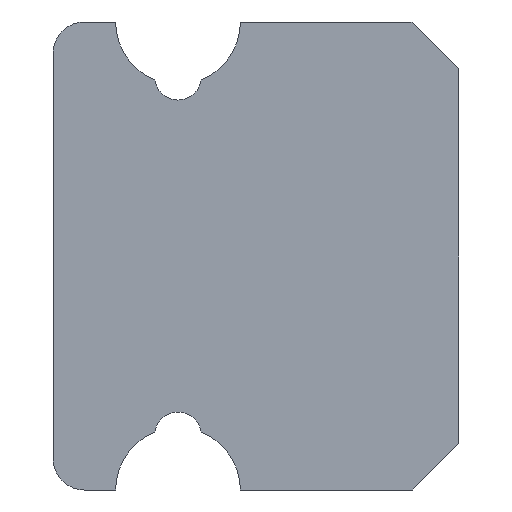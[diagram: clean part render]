
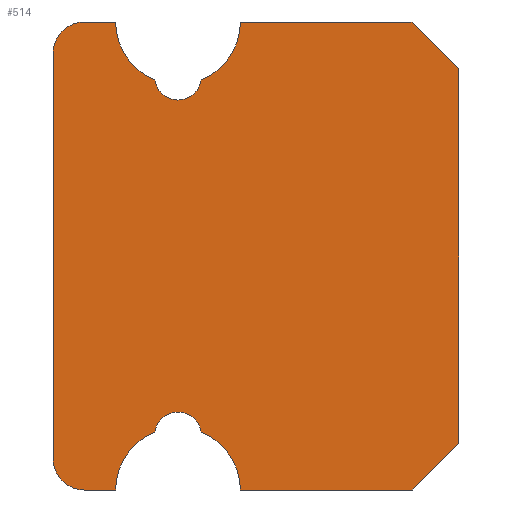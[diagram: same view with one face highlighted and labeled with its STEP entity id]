
A CAD part, left-side view. The second image highlights one B-rep face of the part: STEP entity #514.
In plain terms, the highlighted planar face has unit normal (-1, 0, 0).
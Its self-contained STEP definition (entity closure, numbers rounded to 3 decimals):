
#69 = CARTESIAN_POINT ( 'NONE',  ( -30., 1.652, 1.129 ) ) ;
#117 = VERTEX_POINT ( 'NONE', #508 ) ;
#120 = EDGE_CURVE ( 'NONE', #165, #117, #507, .T. ) ;
#144 = VERTEX_POINT ( 'NONE', #725 ) ;
#146 = EDGE_CURVE ( 'NONE', #144, #236, #708, .T. ) ;
#165 = VERTEX_POINT ( 'NONE', #701 ) ;
#188 = EDGE_CURVE ( 'NONE', #198, #202, #590, .T. ) ;
#193 = VERTEX_POINT ( 'NONE', #617 ) ;
#198 = VERTEX_POINT ( 'NONE', #745 ) ;
#202 = VERTEX_POINT ( 'NONE', #744 ) ;
#206 = EDGE_CURVE ( 'NONE', #290, #266, #742, .T. ) ;
#236 = VERTEX_POINT ( 'NONE', #833 ) ;
#253 = EDGE_CURVE ( 'NONE', #193, #308, #851, .T. ) ;
#266 = VERTEX_POINT ( 'NONE', #786 ) ;
#272 = EDGE_CURVE ( 'NONE', #273, #202, #939, .T. ) ;
#273 = VERTEX_POINT ( 'NONE', #935 ) ;
#290 = VERTEX_POINT ( 'NONE', #963 ) ;
#291 = EDGE_CURVE ( 'NONE', #292, #293, #962, .T. ) ;
#292 = VERTEX_POINT ( 'NONE', #957 ) ;
#293 = VERTEX_POINT ( 'NONE', #956 ) ;
#299 = EDGE_CURVE ( 'NONE', #198, #300, #945, .T. ) ;
#300 = VERTEX_POINT ( 'NONE', #940 ) ;
#308 = VERTEX_POINT ( 'NONE', #919 ) ;
#335 = EDGE_CURVE ( 'NONE', #117, #193, #809, .T. ) ;
#337 = EDGE_LOOP ( 'NONE', ( #480, #356, #559, #475, #398, #422, #555, #489, #558, #500, #553, #463, #359, #464, #465, #338, #339 ) ) ;
#338 = ORIENTED_EDGE ( 'NONE', *, *, #206, .F. ) ;
#339 = ORIENTED_EDGE ( 'NONE', *, *, #503, .T. ) ;
#355 = EDGE_CURVE ( 'NONE', #358, #236, #1112, .T. ) ;
#356 = ORIENTED_EDGE ( 'NONE', *, *, #188, .T. ) ;
#358 = VERTEX_POINT ( 'NONE', #1131 ) ;
#359 = ORIENTED_EDGE ( 'NONE', *, *, #395, .T. ) ;
#380 = EDGE_CURVE ( 'NONE', #273, #396, #1109, .T. ) ;
#395 = EDGE_CURVE ( 'NONE', #554, #292, #1160, .T. ) ;
#396 = VERTEX_POINT ( 'NONE', #1156 ) ;
#398 = ORIENTED_EDGE ( 'NONE', *, *, #421, .T. ) ;
#421 = EDGE_CURVE ( 'NONE', #396, #358, #1037, .T. ) ;
#422 = ORIENTED_EDGE ( 'NONE', *, *, #355, .T. ) ;
#436 = EDGE_CURVE ( 'NONE', #308, #144, #1016, .T. ) ;
#463 = ORIENTED_EDGE ( 'NONE', *, *, #496, .T. ) ;
#464 = ORIENTED_EDGE ( 'NONE', *, *, #291, .T. ) ;
#465 = ORIENTED_EDGE ( 'NONE', *, *, #478, .T. ) ;
#475 = ORIENTED_EDGE ( 'NONE', *, *, #380, .T. ) ;
#478 = EDGE_CURVE ( 'NONE', #293, #266, #1098, .T. ) ;
#480 = ORIENTED_EDGE ( 'NONE', *, *, #299, .F. ) ;
#489 = ORIENTED_EDGE ( 'NONE', *, *, #436, .F. ) ;
#496 = EDGE_CURVE ( 'NONE', #165, #554, #1088, .T. ) ;
#500 = ORIENTED_EDGE ( 'NONE', *, *, #335, .F. ) ;
#503 = EDGE_CURVE ( 'NONE', #290, #300, #1062, .T. ) ;
#505 = DIRECTION ( 'NONE',  ( 0., -1., 0. ) ) ;
#506 = CARTESIAN_POINT ( 'NONE',  ( -30., 0.3, 1.5 ) ) ;
#507 = LINE ( 'NONE', #506, #568 ) ;
#508 = CARTESIAN_POINT ( 'NONE',  ( -30., 0.3, 1.5 ) ) ;
#514 = ADVANCED_FACE ( 'NONE', ( #1051 ), #1050, .F. ) ;
#553 = ORIENTED_EDGE ( 'NONE', *, *, #120, .F. ) ;
#554 = VERTEX_POINT ( 'NONE', #69 ) ;
#555 = ORIENTED_EDGE ( 'NONE', *, *, #146, .F. ) ;
#558 = ORIENTED_EDGE ( 'NONE', *, *, #253, .F. ) ;
#559 = ORIENTED_EDGE ( 'NONE', *, *, #272, .F. ) ;
#568 = VECTOR ( 'NONE', #505, 1000. ) ;
#575 = CARTESIAN_POINT ( 'NONE',  ( -30., 2.4, -1.3 ) ) ;
#576 = AXIS2_PLACEMENT_3D ( 'NONE', #575, #587, #586 ) ;
#586 = DIRECTION ( 'NONE',  ( 0., 0., -1. ) ) ;
#587 = DIRECTION ( 'NONE',  ( -1., 0., 0. ) ) ;
#590 = CIRCLE ( 'NONE', #576, 0.2 ) ;
#608 = DIRECTION ( 'NONE',  ( 0., -1., 0. ) ) ;
#609 = VECTOR ( 'NONE', #608, 1000. ) ;
#617 = CARTESIAN_POINT ( 'NONE',  ( -30., 0., 1.2 ) ) ;
#634 = CARTESIAN_POINT ( 'NONE',  ( -30., 0.3, 1.5 ) ) ;
#701 = CARTESIAN_POINT ( 'NONE',  ( -30., 1.4, 1.5 ) ) ;
#705 = DIRECTION ( 'NONE',  ( 0., 1., 0. ) ) ;
#706 = VECTOR ( 'NONE', #705, 1000. ) ;
#707 = CARTESIAN_POINT ( 'NONE',  ( -30., 0.3, -1.5 ) ) ;
#708 = LINE ( 'NONE', #707, #706 ) ;
#725 = CARTESIAN_POINT ( 'NONE',  ( -30., 0.3, -1.5 ) ) ;
#742 = LINE ( 'NONE', #634, #609 ) ;
#744 = CARTESIAN_POINT ( 'NONE',  ( -30., 2.4, -1.5 ) ) ;
#745 = CARTESIAN_POINT ( 'NONE',  ( -30., 2.6, -1.3 ) ) ;
#786 = CARTESIAN_POINT ( 'NONE',  ( -30., 2.2, 1.5 ) ) ;
#806 = DIRECTION ( 'NONE',  ( 0., -0.707, -0.707 ) ) ;
#807 = VECTOR ( 'NONE', #806, 1000. ) ;
#808 = CARTESIAN_POINT ( 'NONE',  ( -30., 0., 1.2 ) ) ;
#809 = LINE ( 'NONE', #808, #807 ) ;
#833 = CARTESIAN_POINT ( 'NONE',  ( -30., 1.4, -1.5 ) ) ;
#848 = DIRECTION ( 'NONE',  ( 0., 0., -1. ) ) ;
#849 = VECTOR ( 'NONE', #848, 1000. ) ;
#850 = CARTESIAN_POINT ( 'NONE',  ( -30., 0., -1.2 ) ) ;
#851 = LINE ( 'NONE', #850, #849 ) ;
#919 = CARTESIAN_POINT ( 'NONE',  ( -30., 0., -1.2 ) ) ;
#935 = CARTESIAN_POINT ( 'NONE',  ( -30., 2.2, -1.5 ) ) ;
#936 = DIRECTION ( 'NONE',  ( 0., 1., 0. ) ) ;
#937 = VECTOR ( 'NONE', #936, 1000. ) ;
#938 = CARTESIAN_POINT ( 'NONE',  ( -30., 0.3, -1.5 ) ) ;
#939 = LINE ( 'NONE', #938, #937 ) ;
#940 = CARTESIAN_POINT ( 'NONE',  ( -30., 2.6, 1.3 ) ) ;
#942 = DIRECTION ( 'NONE',  ( 0., 0., 1. ) ) ;
#943 = VECTOR ( 'NONE', #942, 1000. ) ;
#944 = CARTESIAN_POINT ( 'NONE',  ( -30., 2.6, -1.5 ) ) ;
#945 = LINE ( 'NONE', #944, #943 ) ;
#956 = CARTESIAN_POINT ( 'NONE',  ( -30., 1.948, 1.129 ) ) ;
#957 = CARTESIAN_POINT ( 'NONE',  ( -30., 1.8, 1. ) ) ;
#958 = DIRECTION ( 'NONE',  ( 0., 0., 1. ) ) ;
#959 = DIRECTION ( 'NONE',  ( 1., 0., 0. ) ) ;
#960 = CARTESIAN_POINT ( 'NONE',  ( -30., 1.8, 1.15 ) ) ;
#961 = AXIS2_PLACEMENT_3D ( 'NONE', #960, #959, #958 ) ;
#962 = CIRCLE ( 'NONE', #961, 0.15 ) ;
#963 = CARTESIAN_POINT ( 'NONE',  ( -30., 2.4, 1.5 ) ) ;
#1016 = LINE ( 'NONE', #1204, #1203 ) ;
#1034 = DIRECTION ( 'NONE',  ( 0., 0., -1. ) ) ;
#1035 = DIRECTION ( 'NONE',  ( 1., 0., 0. ) ) ;
#1036 = AXIS2_PLACEMENT_3D ( 'NONE', #1135, #1035, #1034 ) ;
#1037 = CIRCLE ( 'NONE', #1036, 0.15 ) ;
#1046 = DIRECTION ( 'NONE',  ( 0., 0., -1. ) ) ;
#1047 = DIRECTION ( 'NONE',  ( 1., 0., 0. ) ) ;
#1048 = CARTESIAN_POINT ( 'NONE',  ( -30., 0., 1.5 ) ) ;
#1049 = AXIS2_PLACEMENT_3D ( 'NONE', #1048, #1047, #1046 ) ;
#1050 = PLANE ( 'NONE',  #1049 ) ;
#1051 = FACE_OUTER_BOUND ( 'NONE', #337, .T. ) ;
#1058 = DIRECTION ( 'NONE',  ( 0., 0., -1. ) ) ;
#1059 = DIRECTION ( 'NONE',  ( -1., 0., 0. ) ) ;
#1060 = CARTESIAN_POINT ( 'NONE',  ( -30., 2.4, 1.3 ) ) ;
#1061 = AXIS2_PLACEMENT_3D ( 'NONE', #1060, #1059, #1058 ) ;
#1062 = CIRCLE ( 'NONE', #1061, 0.2 ) ;
#1072 = CARTESIAN_POINT ( 'NONE',  ( -30., 1.8, 1.15 ) ) ;
#1073 = DIRECTION ( 'NONE',  ( 0., 0., -1. ) ) ;
#1074 = DIRECTION ( 'NONE',  ( 1., 0., 0. ) ) ;
#1075 = CARTESIAN_POINT ( 'NONE',  ( -30., 1.8, -1.5 ) ) ;
#1076 = AXIS2_PLACEMENT_3D ( 'NONE', #1075, #1074, #1073 ) ;
#1084 = DIRECTION ( 'NONE',  ( 0., 0., 1. ) ) ;
#1085 = DIRECTION ( 'NONE',  ( 1., 0., 0. ) ) ;
#1086 = CARTESIAN_POINT ( 'NONE',  ( -30., 1.8, 1.5 ) ) ;
#1087 = AXIS2_PLACEMENT_3D ( 'NONE', #1086, #1085, #1084 ) ;
#1088 = CIRCLE ( 'NONE', #1087, 0.4 ) ;
#1094 = DIRECTION ( 'NONE',  ( 0., 0., 1. ) ) ;
#1095 = DIRECTION ( 'NONE',  ( 1., 0., 0. ) ) ;
#1096 = CARTESIAN_POINT ( 'NONE',  ( -30., 1.8, 1.5 ) ) ;
#1097 = AXIS2_PLACEMENT_3D ( 'NONE', #1096, #1095, #1094 ) ;
#1098 = CIRCLE ( 'NONE', #1097, 0.4 ) ;
#1109 = CIRCLE ( 'NONE', #1076, 0.4 ) ;
#1110 = CARTESIAN_POINT ( 'NONE',  ( -30., 1.8, -1.5 ) ) ;
#1111 = AXIS2_PLACEMENT_3D ( 'NONE', #1110, #1172, #1171 ) ;
#1112 = CIRCLE ( 'NONE', #1111, 0.4 ) ;
#1131 = CARTESIAN_POINT ( 'NONE',  ( -30., 1.652, -1.129 ) ) ;
#1135 = CARTESIAN_POINT ( 'NONE',  ( -30., 1.8, -1.15 ) ) ;
#1156 = CARTESIAN_POINT ( 'NONE',  ( -30., 1.948, -1.129 ) ) ;
#1157 = DIRECTION ( 'NONE',  ( 0., 0., 1. ) ) ;
#1158 = DIRECTION ( 'NONE',  ( 1., 0., 0. ) ) ;
#1159 = AXIS2_PLACEMENT_3D ( 'NONE', #1072, #1158, #1157 ) ;
#1160 = CIRCLE ( 'NONE', #1159, 0.15 ) ;
#1171 = DIRECTION ( 'NONE',  ( 0., 0., -1. ) ) ;
#1172 = DIRECTION ( 'NONE',  ( 1., 0., 0. ) ) ;
#1202 = DIRECTION ( 'NONE',  ( 0., 0.707, -0.707 ) ) ;
#1203 = VECTOR ( 'NONE', #1202, 1000. ) ;
#1204 = CARTESIAN_POINT ( 'NONE',  ( -30., 0., -1.2 ) ) ;
